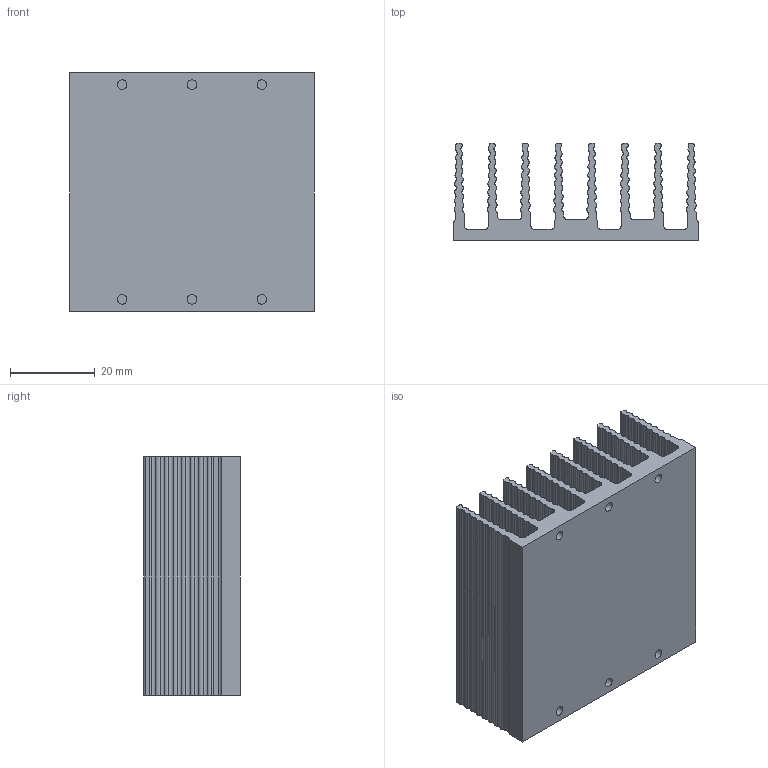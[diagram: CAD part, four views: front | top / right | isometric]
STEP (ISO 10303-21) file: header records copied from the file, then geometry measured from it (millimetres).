
FILE_DESCRIPTION (( 'STEP AP214' ), '1' );
FILE_NAME ('30269r6.STEP', '2011-06-30T14:54:43', ( 'Vicor User' ), ( 'Microsoft' ), 'SwSTEP 2.0', 'SolidWorks 2010', '' );
FILE_SCHEMA (( 'AUTOMOTIVE_DESIGN' ));
Length unit declared in the file: millimetre
Products named in the file (1): 30269r6
Bounding box: 57.91 x 22.86 x 56.39 mm (x, y, z)
Volume: 25986.8 mm3; surface area: 26029.6 mm2
Topology: 1 solids, 1 shells, 352 faces, 1032 edges, 688 vertices
Faces by surface type: cylinder 294, plane 58
Full cylindrical faces by diameter (mm): 2.261 x6
Entity records: 15900 total; most frequent: DIRECTION 2320, CARTESIAN_POINT 2067, ORIENTED_EDGE 2052, EDGE_CURVE 1026, AXIS2_PLACEMENT_3D 941, VERTEX_POINT 688, CIRCLE 588, VECTOR 438
